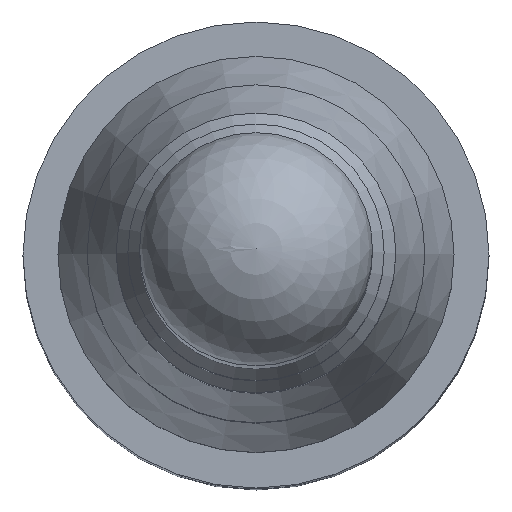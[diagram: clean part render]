
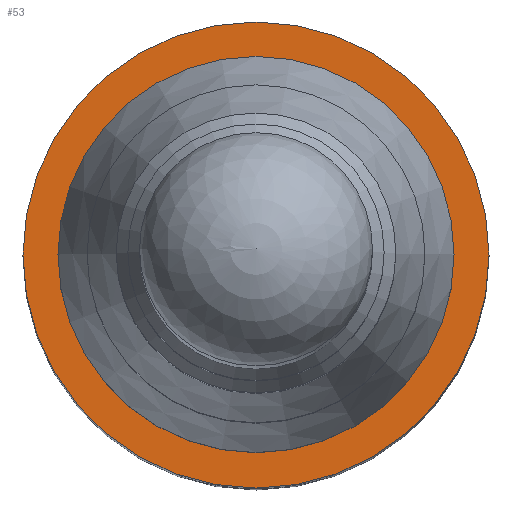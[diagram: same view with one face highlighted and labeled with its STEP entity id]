
A CAD part, top view. The second image highlights one B-rep face of the part: STEP entity #53.
In plain terms, the highlighted planar face has unit normal (0, 0, 1).
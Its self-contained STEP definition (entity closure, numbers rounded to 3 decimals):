
#37=PLANE('',#260);
#53=ADVANCED_FACE('',(#201,#202),#37,.F.);
#83=EDGE_LOOP('',(#125));
#84=EDGE_LOOP('',(#126));
#125=ORIENTED_EDGE('',*,*,#160,.F.);
#126=ORIENTED_EDGE('',*,*,#161,.T.);
#160=EDGE_CURVE('',#235,#235,#177,.T.);
#161=EDGE_CURVE('',#236,#236,#178,.T.);
#177=CIRCLE('',#257,1.);
#178=CIRCLE('',#259,0.65);
#201=FACE_BOUND('',#83,.T.);
#202=FACE_BOUND('',#84,.T.);
#235=VERTEX_POINT('',#502);
#236=VERTEX_POINT('',#505);
#257=AXIS2_PLACEMENT_3D('',#501,#303,#304);
#259=AXIS2_PLACEMENT_3D('',#504,#307,#308);
#260=AXIS2_PLACEMENT_3D('',#506,#309,#310);
#303=DIRECTION('',(0.,0.,-1.));
#304=DIRECTION('',(-1.,0.,0.));
#307=DIRECTION('',(0.,0.,-1.));
#308=DIRECTION('',(-1.,0.,0.));
#309=DIRECTION('',(0.,0.,-1.));
#310=DIRECTION('',(-1.,0.,0.));
#501=CARTESIAN_POINT('',(0.,0.,11.2));
#502=CARTESIAN_POINT('',(-1.,0.,11.2));
#504=CARTESIAN_POINT('',(0.,0.,11.2));
#505=CARTESIAN_POINT('',(-0.65,0.,11.2));
#506=CARTESIAN_POINT('',(0.65,0.,11.2));
